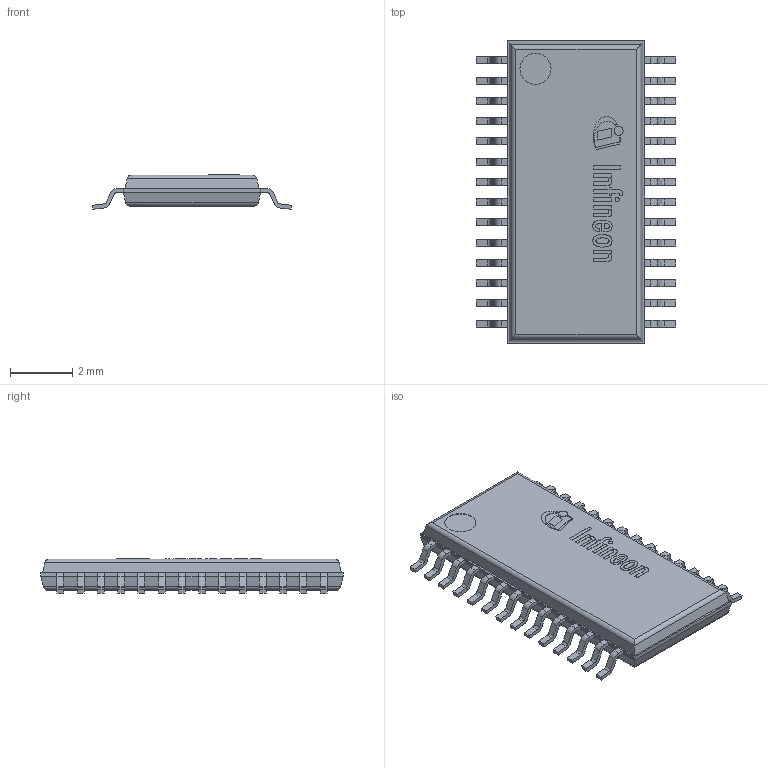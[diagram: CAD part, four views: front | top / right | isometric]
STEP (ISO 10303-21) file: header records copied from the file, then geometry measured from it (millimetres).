
FILE_DESCRIPTION(/* description */ (''),/* implementation_level */ '2;1');
FILE_NAME(/* name */ 'PG-TSSOP-28-17_Z8B00008814_V09_3D.stp',/* time_stamp */ '2018-12-06T15:18:50+06:00',/* author */ ('janartha'),/* organization */ (''),/* preprocessor_version */ 'ST-DEVELOPER v16.13',/* originating_system */ 'AutoCAD Mechanical',/* authorisation */ '');
FILE_SCHEMA (('AUTOMOTIVE_DESIGN { 1 0 10303 214 3 1 1 }'));
Length unit declared in the file: millimetre
Products named in the file (1): Product
Bounding box: 6.4 x 9.7 x 1.11 mm (x, y, z)
Volume: 41.7 mm3; surface area: 304.9 mm2
Topology: 44 solids, 44 shells, 626 faces, 1612 edges, 1075 vertices
Faces by surface type: plane 388, cylinder 238
Full cylindrical faces by diameter (mm): 0.142 x1, 0.293 x1, 1 x2
Entity records: 19076 total; most frequent: DIRECTION 3337, CARTESIAN_POINT 3308, ORIENTED_EDGE 3214, EDGE_CURVE 1607, LINE 1131, VECTOR 1131, AXIS2_PLACEMENT_3D 1103, VERTEX_POINT 1074
